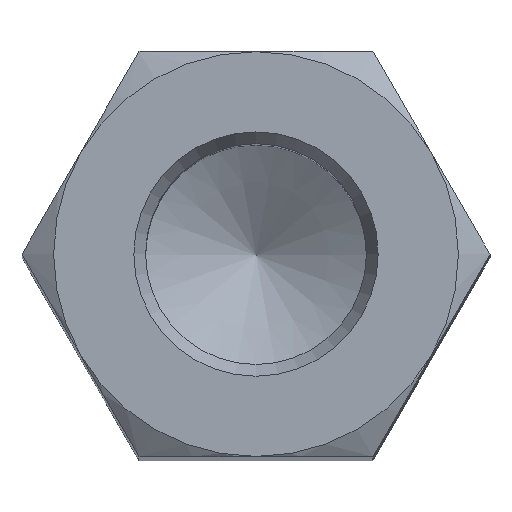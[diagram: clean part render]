
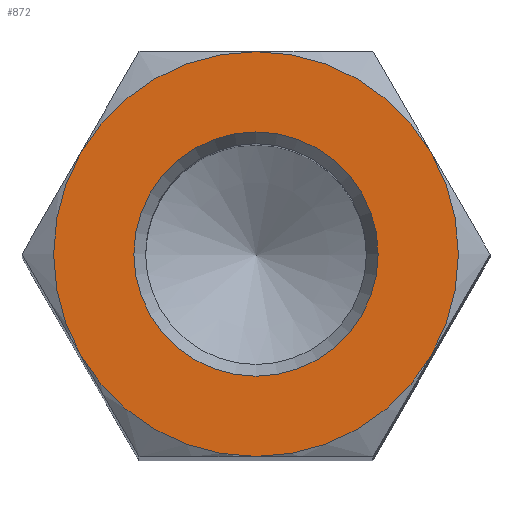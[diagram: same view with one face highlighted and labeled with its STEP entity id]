
A CAD part, top view. The second image highlights one B-rep face of the part: STEP entity #872.
In plain terms, the highlighted planar face has unit normal (0, 0, 1).
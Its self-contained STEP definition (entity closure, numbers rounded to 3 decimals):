
#510 = CONICAL_SURFACE('',#511,3.18,1.047);
#511 = AXIS2_PLACEMENT_3D('',#512,#513,#514);
#512 = CARTESIAN_POINT('',(0.,0.,29.752));
#513 = DIRECTION('',(-0.,-0.,-1.));
#514 = DIRECTION('',(1.,0.,0.));
#818 = VERTEX_POINT('',#819);
#819 = CARTESIAN_POINT('',(2.75,0.,30.));
#840 = EDGE_CURVE('',#818,#818,#841,.T.);
#841 = SURFACE_CURVE('',#842,(#847,#854),.PCURVE_S1.);
#842 = CIRCLE('',#843,2.75);
#843 = AXIS2_PLACEMENT_3D('',#844,#845,#846);
#844 = CARTESIAN_POINT('',(0.,0.,30.));
#845 = DIRECTION('',(0.,-0.,1.));
#846 = DIRECTION('',(1.,0.,0.));
#847 = PCURVE('',#510,#848);
#848 = DEFINITIONAL_REPRESENTATION('',(#849),#853);
#849 = LINE('',#850,#851);
#850 = CARTESIAN_POINT('',(-0.,-0.248));
#851 = VECTOR('',#852,1.);
#852 = DIRECTION('',(-1.,-0.));
#853 = ( GEOMETRIC_REPRESENTATION_CONTEXT(2) 
PARAMETRIC_REPRESENTATION_CONTEXT() REPRESENTATION_CONTEXT('2D SPACE',''
  ) );
#854 = PCURVE('',#855,#860);
#855 = PLANE('',#856);
#856 = AXIS2_PLACEMENT_3D('',#857,#858,#859);
#857 = CARTESIAN_POINT('',(0.,0.,30.));
#858 = DIRECTION('',(0.,0.,1.));
#859 = DIRECTION('',(1.,0.,0.));
#860 = DEFINITIONAL_REPRESENTATION('',(#861),#865);
#861 = CIRCLE('',#862,2.75);
#862 = AXIS2_PLACEMENT_2D('',#863,#864);
#863 = CARTESIAN_POINT('',(0.,0.));
#864 = DIRECTION('',(1.,0.));
#865 = ( GEOMETRIC_REPRESENTATION_CONTEXT(2) 
PARAMETRIC_REPRESENTATION_CONTEXT() REPRESENTATION_CONTEXT('2D SPACE',''
  ) );
#872 = ADVANCED_FACE('',(#873,#876),#855,.T.);
#873 = FACE_BOUND('',#874,.T.);
#874 = EDGE_LOOP('',(#875));
#875 = ORIENTED_EDGE('',*,*,#840,.T.);
#876 = FACE_BOUND('',#877,.T.);
#877 = EDGE_LOOP('',(#878));
#878 = ORIENTED_EDGE('',*,*,#879,.F.);
#879 = EDGE_CURVE('',#880,#880,#882,.T.);
#880 = VERTEX_POINT('',#881);
#881 = CARTESIAN_POINT('',(1.66,0.,30.));
#882 = SURFACE_CURVE('',#883,(#888,#895),.PCURVE_S1.);
#883 = CIRCLE('',#884,1.66);
#884 = AXIS2_PLACEMENT_3D('',#885,#886,#887);
#885 = CARTESIAN_POINT('',(0.,0.,30.));
#886 = DIRECTION('',(0.,-0.,1.));
#887 = DIRECTION('',(1.,0.,0.));
#888 = PCURVE('',#855,#889);
#889 = DEFINITIONAL_REPRESENTATION('',(#890),#894);
#890 = CIRCLE('',#891,1.66);
#891 = AXIS2_PLACEMENT_2D('',#892,#893);
#892 = CARTESIAN_POINT('',(0.,0.));
#893 = DIRECTION('',(1.,0.));
#894 = ( GEOMETRIC_REPRESENTATION_CONTEXT(2) 
PARAMETRIC_REPRESENTATION_CONTEXT() REPRESENTATION_CONTEXT('2D SPACE',''
  ) );
#895 = PCURVE('',#896,#901);
#896 = CONICAL_SURFACE('',#897,1.66,0.524);
#897 = AXIS2_PLACEMENT_3D('',#898,#899,#900);
#898 = CARTESIAN_POINT('',(0.,0.,30.));
#899 = DIRECTION('',(0.,0.,1.));
#900 = DIRECTION('',(1.,0.,0.));
#901 = DEFINITIONAL_REPRESENTATION('',(#902),#906);
#902 = LINE('',#903,#904);
#903 = CARTESIAN_POINT('',(0.,-0.));
#904 = VECTOR('',#905,1.);
#905 = DIRECTION('',(1.,-0.));
#906 = ( GEOMETRIC_REPRESENTATION_CONTEXT(2) 
PARAMETRIC_REPRESENTATION_CONTEXT() REPRESENTATION_CONTEXT('2D SPACE',''
  ) );
